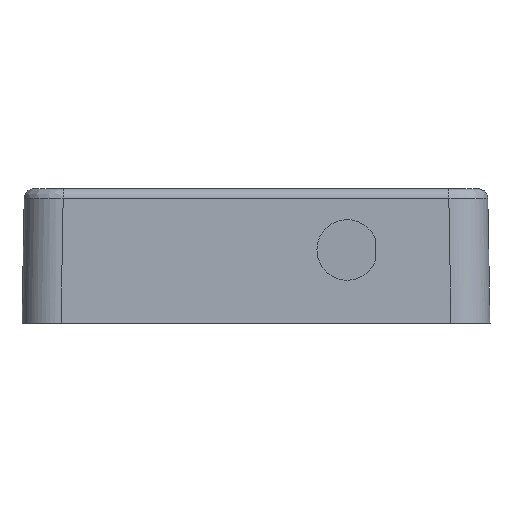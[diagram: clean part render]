
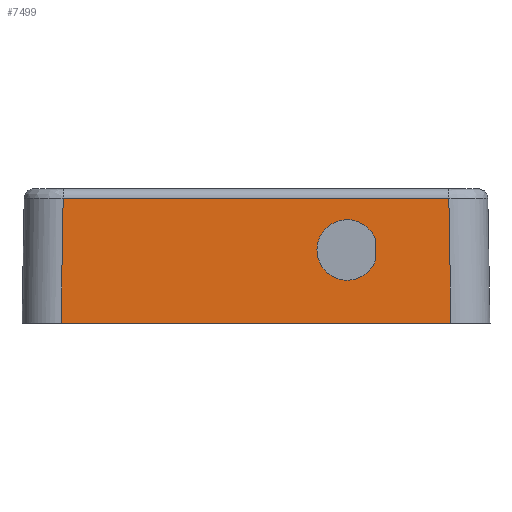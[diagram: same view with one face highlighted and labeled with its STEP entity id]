
A CAD part, front view. The second image highlights one B-rep face of the part: STEP entity #7499.
In plain terms, the highlighted planar face has unit normal (0, -1, 0.018).
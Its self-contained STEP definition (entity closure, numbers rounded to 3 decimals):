
#1587=CARTESIAN_POINT('',(19.777,-34.776,10.817));
#1601=DIRECTION('',(-0.017,0.017,1.));
#1602=VECTOR('',#1601,12.821);
#1603=CARTESIAN_POINT('',(20.001,-35.,-2.));
#1604=LINE('',#1603,#1602);
#1605=DIRECTION('',(0.01,0.017,1.));
#1606=VECTOR('',#1605,2.191);
#1607=CARTESIAN_POINT('',(12.243,-34.888,4.396));
#1608=LINE('',#1607,#1606);
#1609=CARTESIAN_POINT('',(12.265,-34.85,6.587));
#1610=CARTESIAN_POINT('',(12.177,-34.846,6.825));
#1611=CARTESIAN_POINT('',(11.926,-34.837,7.332));
#1612=CARTESIAN_POINT('',(11.216,-34.824,8.081));
#1613=CARTESIAN_POINT('',(10.131,-34.815,8.609));
#1614=CARTESIAN_POINT('',(8.812,-34.814,8.667));
#1615=CARTESIAN_POINT('',(7.588,-34.822,8.171));
#1616=CARTESIAN_POINT('',(6.742,-34.838,7.309));
#1617=CARTESIAN_POINT('',(6.393,-34.851,6.525));
#1618=CARTESIAN_POINT('',(6.274,-34.861,5.943));
#1619=CARTESIAN_POINT('',(6.246,-34.868,5.551));
#1620=CARTESIAN_POINT('',(6.266,-34.875,5.158));
#1621=CARTESIAN_POINT('',(6.374,-34.885,4.574));
#1622=CARTESIAN_POINT('',(6.707,-34.899,3.783));
#1623=CARTESIAN_POINT('',(7.535,-34.914,2.905));
#1624=CARTESIAN_POINT('',(8.749,-34.923,2.384));
#1625=CARTESIAN_POINT('',(10.07,-34.923,2.416));
#1626=CARTESIAN_POINT('',(11.165,-34.914,2.923));
#1627=CARTESIAN_POINT('',(11.889,-34.901,3.657));
#1628=CARTESIAN_POINT('',(12.151,-34.892,4.159));
#1629=CARTESIAN_POINT('',(12.243,-34.888,4.396));
#1631=DIRECTION('',(-1.,0.,0.));
#1632=VECTOR('',#1631,39.554);
#1633=CARTESIAN_POINT('',(19.777,-34.776,10.817));
#1634=LINE('',#1633,#1632);
#1635=DIRECTION('',(1.,0.,0.));
#1636=VECTOR('',#1635,40.001);
#1637=CARTESIAN_POINT('',(-20.001,-35.,-2.));
#1638=LINE('',#1637,#1636);
#3204=DIRECTION('',(-0.017,-0.017,-1.));
#3205=VECTOR('',#3204,12.821);
#3206=CARTESIAN_POINT('',(-19.777,-34.776,
10.817));
#3207=LINE('',#3206,#3205);
#4818=CARTESIAN_POINT('',(-20.001,-35.,-2.));
#4819=CARTESIAN_POINT('',(20.001,-35.,-2.));
#4820=VERTEX_POINT('',#4818);
#4821=VERTEX_POINT('',#4819);
#5189=VERTEX_POINT('',#1587);
#5191=CARTESIAN_POINT('',(-19.777,-34.776,
10.817));
#5192=VERTEX_POINT('',#5191);
#5423=CARTESIAN_POINT('',(12.243,-34.888,4.396));
#5424=CARTESIAN_POINT('',(12.265,-34.85,6.587));
#5425=VERTEX_POINT('',#5423);
#5426=VERTEX_POINT('',#5424);
#7480=CARTESIAN_POINT('',(-24.,-35.,-2.));
#7481=DIRECTION('',(0.,-1.,0.017));
#7482=DIRECTION('',(1.,0.,0.));
#7483=AXIS2_PLACEMENT_3D('',#7480,#7481,#7482);
#7484=PLANE('',#7483);
#7486=ORIENTED_EDGE('',*,*,#7485,.F.);
#7487=ORIENTED_EDGE('',*,*,#7475,.F.);
#7488=ORIENTED_EDGE('',*,*,#7310,.F.);
#7490=ORIENTED_EDGE('',*,*,#7489,.F.);
#7491=EDGE_LOOP('',(#7486,#7487,#7488,#7490));
#7492=FACE_OUTER_BOUND('',#7491,.F.);
#7494=ORIENTED_EDGE('',*,*,#7493,.T.);
#7496=ORIENTED_EDGE('',*,*,#7495,.T.);
#7497=EDGE_LOOP('',(#7494,#7496));
#7498=FACE_BOUND('',#7497,.F.);
#7499=ADVANCED_FACE('',(#7492,#7498),#7484,.T.);
#1630=B_SPLINE_CURVE_WITH_KNOTS('',3,(#1609,#1610,#1611,#1612,#1613,#1614,#1615,
#1616,#1617,#1618,#1619,#1620,#1621,#1622,#1623,#1624,#1625,#1626,#1627,#1628,
#1629),.UNSPECIFIED.,.F.,.F.,(4,1,1,1,1,1,1,1,1,1,1,1,1,1,1,1,1,1,4),(0.,
0.063,0.125,0.188,0.25,0.313,0.375,0.438,0.469,0.5,
0.531,0.563,0.625,0.688,0.75,0.813,0.875,0.938,1.),
.UNSPECIFIED.);
#7310=EDGE_CURVE('',#4820,#4821,#1638,.T.);
#7475=EDGE_CURVE('',#4821,#5189,#1604,.T.);
#7485=EDGE_CURVE('',#5189,#5192,#1634,.T.);
#7489=EDGE_CURVE('',#5192,#4820,#3207,.T.);
#7493=EDGE_CURVE('',#5425,#5426,#1608,.T.);
#7495=EDGE_CURVE('',#5426,#5425,#1630,.T.);
